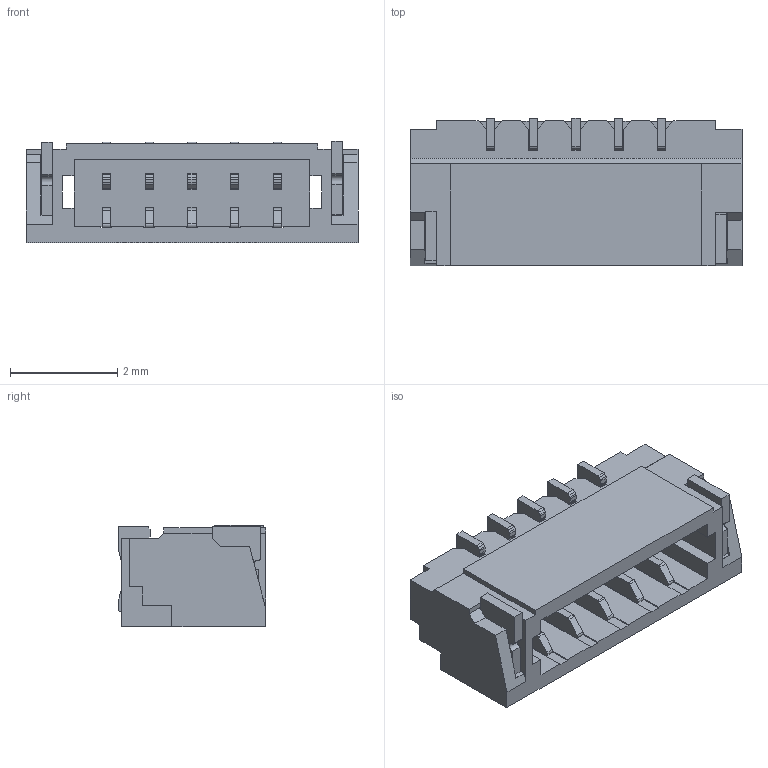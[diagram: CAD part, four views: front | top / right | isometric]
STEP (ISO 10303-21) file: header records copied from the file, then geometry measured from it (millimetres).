
FILE_DESCRIPTION(/* description */ ('Unknown'),/* implementation_level */ '2;1');
FILE_NAME(/* name */ '689105131822',/* time_stamp */ '2023-06-28T15:09:13+02:00',/* author */ ('Unknown'),/* organization */ ('Unknown'),/* preprocessor_version */ 'ST-DEVELOPER v18.102',/* originating_system */ 'Solid Edge',/* authorisation */ 'Unknown');
FILE_SCHEMA (('AUTOMOTIVE_DESIGN {1 0 10303 214 3 1 1}'));
Length unit declared in the file: millimetre
Products named in the file (4): 6891xx131822; 689105131822; 6891xx131822_Pin; 6891xx131822_Pin2
Assembly tree (8 placements, depth 2):
  6891xx131822
    689105131822
    6891xx131822_Pin  x5
    6891xx131822_Pin2  x2
Bounding box: 6.2 x 2.75 x 1.9 mm (x, y, z)
Volume: 19 mm3; surface area: 132.6 mm2
Topology: 8 solids, 8 shells, 364 faces, 1061 edges, 702 vertices
Faces by surface type: plane 300, cylinder 64
Entity records: 7255 total; most frequent: CARTESIAN_POINT 1286, ORIENTED_EDGE 1282, DIRECTION 1115, EDGE_CURVE 641, LINE 613, VECTOR 613, VERTEX_POINT 422, AXIS2_PLACEMENT_3D 251
